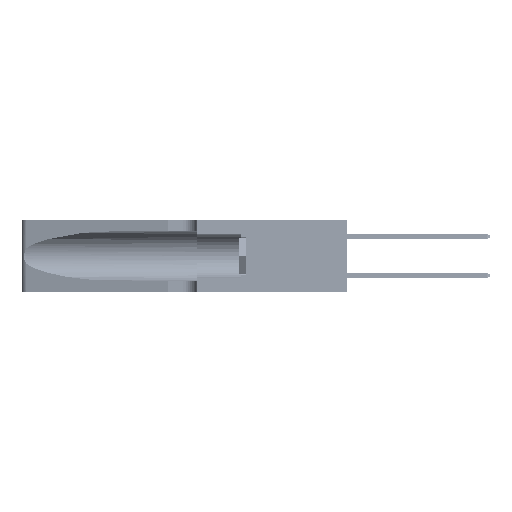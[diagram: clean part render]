
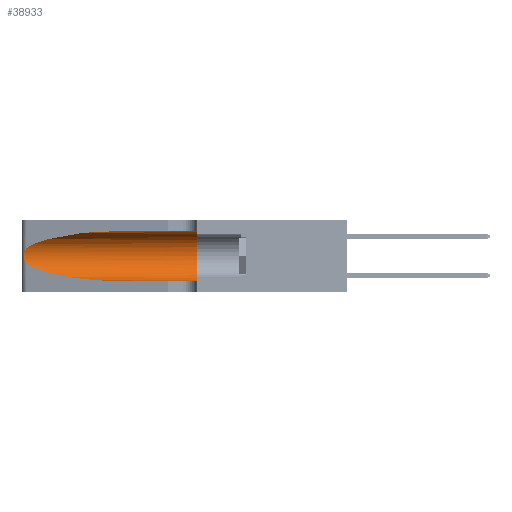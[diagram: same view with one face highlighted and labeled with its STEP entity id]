
A CAD part, left-side view. The second image highlights one B-rep face of the part: STEP entity #38933.
In plain terms, the highlighted cylindrical face has radius 3.308 mm (diameter 6.617 mm), a partial arc.
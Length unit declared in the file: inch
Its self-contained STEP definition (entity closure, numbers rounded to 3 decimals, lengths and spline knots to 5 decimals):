
#210 = ORIENTED_EDGE ( 'NONE', *, *, #47939, .T. ) ;
#820 = DIRECTION ( 'NONE',  ( 0., -1., 0. ) ) ;
#1432 = CIRCLE ( 'NONE', #24560, 0.13025 ) ;
#2179 = ORIENTED_EDGE ( 'NONE', *, *, #35355, .F. ) ;
#3683 = CARTESIAN_POINT ( 'NONE',  ( 0.1305, 0.72297, 0.05475 ) ) ;
#4782 = CYLINDRICAL_SURFACE ( 'NONE', #7676, 0.13025 ) ;
#5038 = DIRECTION ( 'NONE',  ( 0., -1., 0. ) ) ;
#5181 = CARTESIAN_POINT ( 'NONE',  ( 0.26018, 1.23835, 0.19895 ) ) ;
#7676 = AXIS2_PLACEMENT_3D ( 'NONE', #12821, #5038, #13675 ) ;
#8548 = VERTEX_POINT ( 'NONE', #40777 ) ;
#11462 = CARTESIAN_POINT ( 'NONE',  ( 0.2373, 1.15595, 0.28018 ) ) ;
#12821 = CARTESIAN_POINT ( 'NONE',  ( 0.1305, 1.61858, 0.185 ) ) ;
#12967 = CARTESIAN_POINT ( 'NONE',  ( 0.25639, 1.23184, 0.21858 ) ) ;
#13675 = DIRECTION ( 'NONE',  ( 0., 0., -1. ) ) ;
#14239 = LINE ( 'NONE', #34165, #35924 ) ;
#14285 = EDGE_CURVE ( 'NONE', #8548, #35751, #45971, .T. ) ;
#14360 = VECTOR ( 'NONE', #820, 39.37008 ) ;
#14453 = CARTESIAN_POINT ( 'NONE',  ( 0.1305, 0.72297, 0.31525 ) ) ;
#14890 =( BOUNDED_CURVE ( )  B_SPLINE_CURVE ( 3, ( #14453, #42177, #11462, #42852 ),
 .UNSPECIFIED., .F., .F. ) 
 B_SPLINE_CURVE_WITH_KNOTS ( ( 4, 4 ),
 ( 1.5708, 2.84003 ),
 .UNSPECIFIED. ) 
 CURVE ( )  GEOMETRIC_REPRESENTATION_ITEM ( )  RATIONAL_B_SPLINE_CURVE ( ( 1., 0.87, 0.87, 1. ) ) 
 REPRESENTATION_ITEM ( '' )  );
#16628 = EDGE_CURVE ( 'NONE', #27550, #36853, #30472, .T. ) ;
#17116 = CARTESIAN_POINT ( 'NONE',  ( 0.26075, 1.23896, 0.178 ) ) ;
#17614 = VERTEX_POINT ( 'NONE', #3683 ) ;
#18606 = CARTESIAN_POINT ( 'NONE',  ( 0.25487, 1.22718, 0.14631 ) ) ;
#18693 = DIRECTION ( 'NONE',  ( 0., -1., 0. ) ) ;
#19373 = CARTESIAN_POINT ( 'NONE',  ( 0.25487, 1.22718, 0.22369 ) ) ;
#19623 = CARTESIAN_POINT ( 'NONE',  ( 0.1305, 0.35, 0.185 ) ) ;
#19721 = CARTESIAN_POINT ( 'NONE',  ( 0.1305, 1.61858, 0.31525 ) ) ;
#20539 = CARTESIAN_POINT ( 'NONE',  ( 0.25487, 1.22718, 0.14631 ) ) ;
#20671 = ORIENTED_EDGE ( 'NONE', *, *, #46196, .T. ) ;
#21105 = CARTESIAN_POINT ( 'NONE',  ( 0.25555, 1.22993, 0.14849 ) ) ;
#24305 = DIRECTION ( 'NONE',  ( 0., 0., 1. ) ) ;
#24560 = AXIS2_PLACEMENT_3D ( 'NONE', #19623, #46664, #24305 ) ;
#24966 = CARTESIAN_POINT ( 'NONE',  ( 0.25787, 1.23484, 0.2124 ) ) ;
#26154 = CARTESIAN_POINT ( 'NONE',  ( 0.1305, 0.35, 0.05475 ) ) ;
#27550 = VERTEX_POINT ( 'NONE', #19373 ) ;
#28789 = CARTESIAN_POINT ( 'NONE',  ( 0.25487, 1.22718, 0.22369 ) ) ;
#29291 = EDGE_CURVE ( 'NONE', #36853, #17614, #46333, .T. ) ;
#30472 = B_SPLINE_CURVE_WITH_KNOTS ( 'NONE', 3,
 ( #28789, #40912, #12967, #24966, #48499, #5181, #32924, #17116, #44847, #40579, #36373, #48836, #21105, #44341 ),
 .UNSPECIFIED., .F., .F.,
 ( 4, 2, 2, 2, 2, 2, 4 ),
 ( 0., 0.00027, 0.00053, 0.00107, 0.0016, 0.00187, 0.00214 ),
 .UNSPECIFIED. ) ;
#30786 = CARTESIAN_POINT ( 'NONE',  ( 0.1305, 0.72297, 0.05475 ) ) ;
#32596 = ORIENTED_EDGE ( 'NONE', *, *, #14285, .F. ) ;
#32924 = CARTESIAN_POINT ( 'NONE',  ( 0.26075, 1.23896, 0.19203 ) ) ;
#33658 = CARTESIAN_POINT ( 'NONE',  ( 0.1305, 0.35, 0.31525 ) ) ;
#34072 = CARTESIAN_POINT ( 'NONE',  ( 0.2373, 1.15595, 0.08982 ) ) ;
#34165 = CARTESIAN_POINT ( 'NONE',  ( 0.1305, 1.61858, 0.05475 ) ) ;
#35355 = EDGE_CURVE ( 'NONE', #35751, #36319, #1432, .T. ) ;
#35751 = VERTEX_POINT ( 'NONE', #33658 ) ;
#35802 = FACE_OUTER_BOUND ( 'NONE', #36035, .T. ) ;
#35924 = VECTOR ( 'NONE', #18693, 39.37008 ) ;
#36035 = EDGE_LOOP ( 'NONE', ( #210, #41449, #46042, #20671, #2179, #32596 ) ) ;
#36319 = VERTEX_POINT ( 'NONE', #26154 ) ;
#36373 = CARTESIAN_POINT ( 'NONE',  ( 0.25789, 1.23486, 0.15765 ) ) ;
#36853 = VERTEX_POINT ( 'NONE', #20539 ) ;
#38933 = ADVANCED_FACE ( 'NONE', ( #35802 ), #4782, .F. ) ;
#40579 = CARTESIAN_POINT ( 'NONE',  ( 0.25856, 1.23593, 0.16098 ) ) ;
#40777 = CARTESIAN_POINT ( 'NONE',  ( 0.1305, 0.72297, 0.31525 ) ) ;
#40912 = CARTESIAN_POINT ( 'NONE',  ( 0.25555, 1.22994, 0.2215 ) ) ;
#41449 = ORIENTED_EDGE ( 'NONE', *, *, #16628, .T. ) ;
#42177 = CARTESIAN_POINT ( 'NONE',  ( 0.18966, 0.96281, 0.31525 ) ) ;
#42852 = CARTESIAN_POINT ( 'NONE',  ( 0.25487, 1.22718, 0.22369 ) ) ;
#44341 = CARTESIAN_POINT ( 'NONE',  ( 0.25487, 1.22718, 0.14631 ) ) ;
#44847 = CARTESIAN_POINT ( 'NONE',  ( 0.26017, 1.23833, 0.17102 ) ) ;
#45971 = LINE ( 'NONE', #19721, #14360 ) ;
#45997 = CARTESIAN_POINT ( 'NONE',  ( 0.18966, 0.96281, 0.05475 ) ) ;
#46042 = ORIENTED_EDGE ( 'NONE', *, *, #29291, .T. ) ;
#46196 = EDGE_CURVE ( 'NONE', #17614, #36319, #14239, .T. ) ;
#46333 =( BOUNDED_CURVE ( )  B_SPLINE_CURVE ( 3, ( #18606, #34072, #45997, #30786 ),
 .UNSPECIFIED., .F., .F. ) 
 B_SPLINE_CURVE_WITH_KNOTS ( ( 4, 4 ),
 ( 3.44316, 4.71239 ),
 .UNSPECIFIED. ) 
 CURVE ( )  GEOMETRIC_REPRESENTATION_ITEM ( )  RATIONAL_B_SPLINE_CURVE ( ( 1., 0.87, 0.87, 1. ) ) 
 REPRESENTATION_ITEM ( '' )  );
#46664 = DIRECTION ( 'NONE',  ( 0., 1., 0. ) ) ;
#47939 = EDGE_CURVE ( 'NONE', #8548, #27550, #14890, .T. ) ;
#48499 = CARTESIAN_POINT ( 'NONE',  ( 0.25854, 1.2359, 0.20912 ) ) ;
#48836 = CARTESIAN_POINT ( 'NONE',  ( 0.25639, 1.23186, 0.15144 ) ) ;
